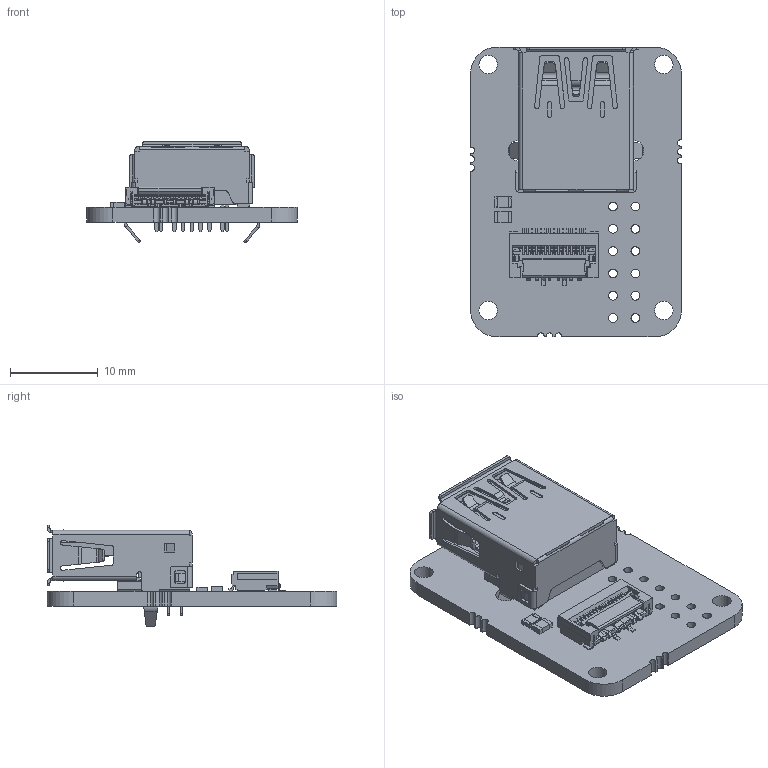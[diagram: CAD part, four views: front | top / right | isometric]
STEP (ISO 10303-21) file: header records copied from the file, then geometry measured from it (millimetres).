
FILE_DESCRIPTION(/* description */ (''),/* implementation_level */ '2;1');
FILE_NAME(/* name */ 'USB3FLEX-USBA-FL-PCA_01-STEP.stp',/* time_stamp */ '2024-04-10T17:10:35+02:00',/* author */ (''),/* organization */ (''),/* preprocessor_version */ 'ST-DEVELOPER v18.102',/* originating_system */ 'SIEMENS PLM Software NX2206.8900',/* authorisation */ '');
FILE_SCHEMA (('AUTOMOTIVE_DESIGN { 1 0 10303 214 3 1 1 1 }'));
Products named in the file (1): 004905_01_1-USB3FLEX-USBA-FL-PCA
Bounding box: 24 x 33.01 x 11.6 mm (x, y, z)
Volume: 2203.2 mm3; surface area: 3854.6 mm2
Topology: 5 solids, 5 shells, 1840 faces, 5540 edges, 3622 vertices
Faces by surface type: plane 1361, cylinder 461, bspline 18
Full cylindrical faces by diameter (mm): 0.7 x9, 1 x12, 2.1 x4, 2.3 x2
Entity records: 63135 total; most frequent: CARTESIAN_POINT 12435, ORIENTED_EDGE 11080, DIRECTION 9923, EDGE_CURVE 5540, LINE 4523, VECTOR 4523, VERTEX_POINT 3622, AXIS2_PLACEMENT_3D 2700
